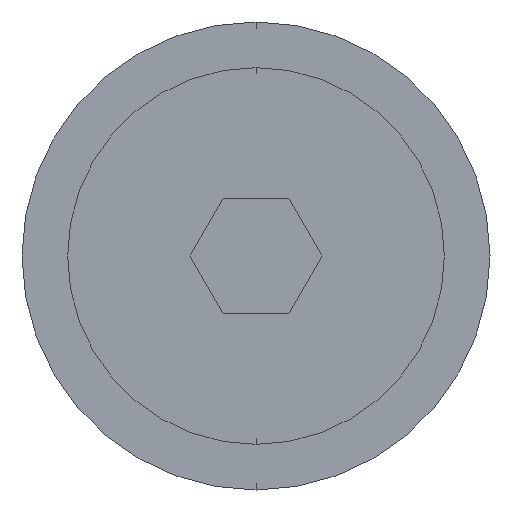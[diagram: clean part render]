
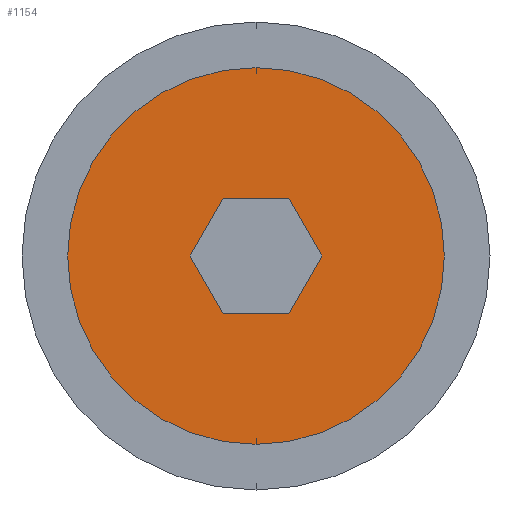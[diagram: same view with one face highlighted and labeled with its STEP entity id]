
A CAD part, left-side view. The second image highlights one B-rep face of the part: STEP entity #1154.
In plain terms, the highlighted planar face has unit normal (-1, 0, 0).
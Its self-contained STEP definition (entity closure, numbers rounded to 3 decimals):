
#16 = DIRECTION ( 'NONE',  ( 0., 0., -1. ) ) ;
#28 = CARTESIAN_POINT ( 'NONE',  ( 0., 0., 8.25 ) ) ;
#62 = VECTOR ( 'NONE', #298, 1000. ) ;
#82 = CARTESIAN_POINT ( 'NONE',  ( 0., -2.887, 0. ) ) ;
#147 = LINE ( 'NONE', #2841, #201 ) ;
#172 = CARTESIAN_POINT ( 'NONE',  ( 0., 1.443, 2.5 ) ) ;
#201 = VECTOR ( 'NONE', #2418, 1000. ) ;
#202 = AXIS2_PLACEMENT_3D ( 'NONE', #2002, #2063, #16 ) ;
#298 = DIRECTION ( 'NONE',  ( 0., -0.5, -0.866 ) ) ;
#358 = VERTEX_POINT ( 'NONE', #1731 ) ;
#418 = VECTOR ( 'NONE', #1413, 1000. ) ;
#592 = EDGE_CURVE ( 'NONE', #358, #2877, #2299, .T. ) ;
#659 = FACE_BOUND ( 'NONE', #2257, .T. ) ;
#703 = CARTESIAN_POINT ( 'NONE',  ( 0., 2.887, 0. ) ) ;
#728 = CARTESIAN_POINT ( 'NONE',  ( 0., -1.443, -2.5 ) ) ;
#760 = LINE ( 'NONE', #1449, #62 ) ;
#761 = DIRECTION ( 'NONE',  ( 0., 1., 0. ) ) ;
#847 = DIRECTION ( 'NONE',  ( 1., 0., 0. ) ) ;
#860 = CARTESIAN_POINT ( 'NONE',  ( 0., 0., 0. ) ) ;
#926 = ORIENTED_EDGE ( 'NONE', *, *, #1398, .T. ) ;
#989 = LINE ( 'NONE', #728, #1106 ) ;
#1012 = EDGE_CURVE ( 'NONE', #2209, #1264, #147, .T. ) ;
#1106 = VECTOR ( 'NONE', #761, 1000. ) ;
#1115 = ORIENTED_EDGE ( 'NONE', *, *, #2766, .T. ) ;
#1130 = DIRECTION ( 'NONE',  ( 0., 0., -1. ) ) ;
#1154 = ADVANCED_FACE ( 'NONE', ( #2231, #659 ), #1805, .F. ) ;
#1264 = VERTEX_POINT ( 'NONE', #2309 ) ;
#1286 = CARTESIAN_POINT ( 'NONE',  ( 0., -2.887, 0. ) ) ;
#1315 = VERTEX_POINT ( 'NONE', #2616 ) ;
#1327 = CARTESIAN_POINT ( 'NONE',  ( 0., 0., 0. ) ) ;
#1329 = EDGE_LOOP ( 'NONE', ( #1954, #1915 ) ) ;
#1398 = EDGE_CURVE ( 'NONE', #1264, #1794, #2710, .T. ) ;
#1413 = DIRECTION ( 'NONE',  ( 0., -1., 0. ) ) ;
#1449 = CARTESIAN_POINT ( 'NONE',  ( 0., -1.443, 2.5 ) ) ;
#1485 = CARTESIAN_POINT ( 'NONE',  ( 0., 1.443, -2.5 ) ) ;
#1567 = DIRECTION ( 'NONE',  ( 0., -0.5, 0.866 ) ) ;
#1731 = CARTESIAN_POINT ( 'NONE',  ( 0., 0., -8.25 ) ) ;
#1784 = VECTOR ( 'NONE', #1567, 1000. ) ;
#1794 = VERTEX_POINT ( 'NONE', #172 ) ;
#1805 = PLANE ( 'NONE',  #202 ) ;
#1827 = DIRECTION ( 'NONE',  ( 0., 0., -1. ) ) ;
#1848 = VERTEX_POINT ( 'NONE', #82 ) ;
#1892 = CIRCLE ( 'NONE', #2854, 8.25 ) ;
#1915 = ORIENTED_EDGE ( 'NONE', *, *, #592, .F. ) ;
#1949 = EDGE_CURVE ( 'NONE', #2909, #1848, #760, .T. ) ;
#1954 = ORIENTED_EDGE ( 'NONE', *, *, #2585, .F. ) ;
#1986 = DIRECTION ( 'NONE',  ( 1., 0., 0. ) ) ;
#1990 = ORIENTED_EDGE ( 'NONE', *, *, #2702, .T. ) ;
#2002 = CARTESIAN_POINT ( 'NONE',  ( 0., 0., 0. ) ) ;
#2015 = CARTESIAN_POINT ( 'NONE',  ( 0., 1.443, 2.5 ) ) ;
#2063 = DIRECTION ( 'NONE',  ( 1., 0., 0. ) ) ;
#2190 = ORIENTED_EDGE ( 'NONE', *, *, #2431, .T. ) ;
#2209 = VERTEX_POINT ( 'NONE', #1485 ) ;
#2231 = FACE_OUTER_BOUND ( 'NONE', #1329, .T. ) ;
#2240 = ORIENTED_EDGE ( 'NONE', *, *, #1012, .T. ) ;
#2257 = EDGE_LOOP ( 'NONE', ( #1115, #2638, #2190, #1990, #2240, #926 ) ) ;
#2299 = CIRCLE ( 'NONE', #2384, 8.25 ) ;
#2309 = CARTESIAN_POINT ( 'NONE',  ( 0., 2.887, 0. ) ) ;
#2316 = VECTOR ( 'NONE', #2599, 1000. ) ;
#2384 = AXIS2_PLACEMENT_3D ( 'NONE', #860, #847, #1130 ) ;
#2418 = DIRECTION ( 'NONE',  ( 0., 0.5, 0.866 ) ) ;
#2431 = EDGE_CURVE ( 'NONE', #1848, #1315, #2813, .T. ) ;
#2447 = LINE ( 'NONE', #2015, #418 ) ;
#2506 = CARTESIAN_POINT ( 'NONE',  ( 0., -1.443, 2.5 ) ) ;
#2585 = EDGE_CURVE ( 'NONE', #2877, #358, #1892, .T. ) ;
#2599 = DIRECTION ( 'NONE',  ( 0., 0.5, -0.866 ) ) ;
#2616 = CARTESIAN_POINT ( 'NONE',  ( 0., -1.443, -2.5 ) ) ;
#2638 = ORIENTED_EDGE ( 'NONE', *, *, #1949, .T. ) ;
#2702 = EDGE_CURVE ( 'NONE', #1315, #2209, #989, .T. ) ;
#2710 = LINE ( 'NONE', #703, #1784 ) ;
#2766 = EDGE_CURVE ( 'NONE', #1794, #2909, #2447, .T. ) ;
#2813 = LINE ( 'NONE', #1286, #2316 ) ;
#2841 = CARTESIAN_POINT ( 'NONE',  ( 0., 1.443, -2.5 ) ) ;
#2854 = AXIS2_PLACEMENT_3D ( 'NONE', #1327, #1986, #1827 ) ;
#2877 = VERTEX_POINT ( 'NONE', #28 ) ;
#2909 = VERTEX_POINT ( 'NONE', #2506 ) ;
